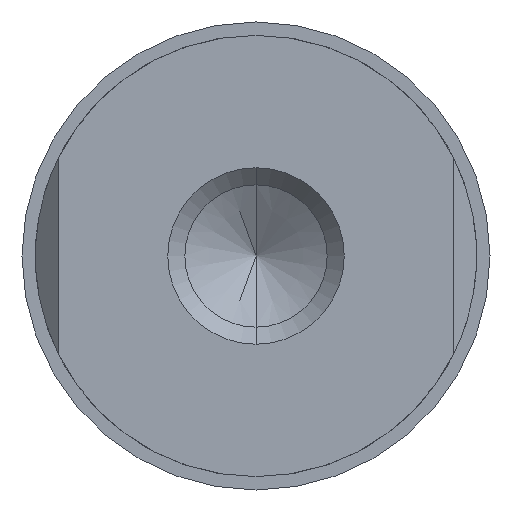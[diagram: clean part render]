
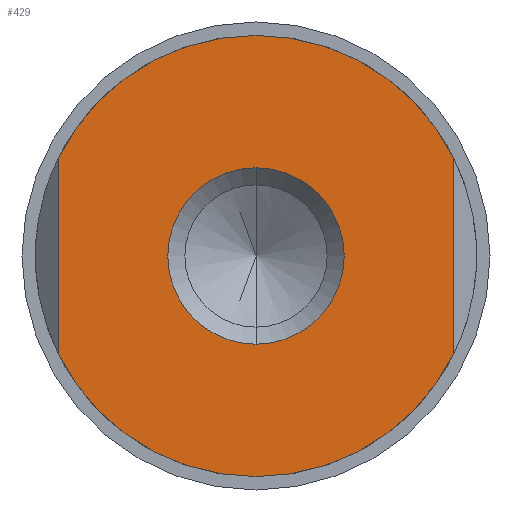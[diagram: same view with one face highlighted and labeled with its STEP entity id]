
A CAD part, front view. The second image highlights one B-rep face of the part: STEP entity #429.
In plain terms, the highlighted planar face has unit normal (0, -1, 0).
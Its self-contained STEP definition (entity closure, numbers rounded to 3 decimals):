
#14 = DIRECTION ( 'NONE',  ( 0., 0., -1. ) ) ;
#25 = CARTESIAN_POINT ( 'NONE',  ( 0., 0., 3.1 ) ) ;
#70 = ORIENTED_EDGE ( 'NONE', *, *, #642, .F. ) ;
#80 = ORIENTED_EDGE ( 'NONE', *, *, #810, .F. ) ;
#86 = FACE_BOUND ( 'NONE', #157, .T. ) ;
#87 = VERTEX_POINT ( 'NONE', #630 ) ;
#100 = PLANE ( 'NONE',  #416 ) ;
#107 = DIRECTION ( 'NONE',  ( 0., 0., -1. ) ) ;
#111 = CARTESIAN_POINT ( 'NONE',  ( 6.95, 0., 3.429 ) ) ;
#119 = DIRECTION ( 'NONE',  ( 0., 0., 1. ) ) ;
#122 = AXIS2_PLACEMENT_3D ( 'NONE', #262, #611, #435 ) ;
#134 = DIRECTION ( 'NONE',  ( 0., 1., 0. ) ) ;
#138 = CIRCLE ( 'NONE', #437, 3.1 ) ;
#154 = DIRECTION ( 'NONE',  ( 0., 1., 0. ) ) ;
#157 = EDGE_LOOP ( 'NONE', ( #454, #80 ) ) ;
#163 = EDGE_CURVE ( 'NONE', #651, #709, #838, .T. ) ;
#167 = VERTEX_POINT ( 'NONE', #111 ) ;
#171 = VECTOR ( 'NONE', #214, 1000. ) ;
#179 = ORIENTED_EDGE ( 'NONE', *, *, #755, .F. ) ;
#201 = DIRECTION ( 'NONE',  ( 0., 1., 0. ) ) ;
#214 = DIRECTION ( 'NONE',  ( 0., 0., -1. ) ) ;
#217 = ORIENTED_EDGE ( 'NONE', *, *, #163, .F. ) ;
#233 = VECTOR ( 'NONE', #119, 1000. ) ;
#253 = CARTESIAN_POINT ( 'NONE',  ( 7.75, 0., 0. ) ) ;
#262 = CARTESIAN_POINT ( 'NONE',  ( 0., 0., 0. ) ) ;
#272 = VERTEX_POINT ( 'NONE', #969 ) ;
#400 = CARTESIAN_POINT ( 'NONE',  ( 0., 0., 0. ) ) ;
#401 = CIRCLE ( 'NONE', #878, 7.75 ) ;
#416 = AXIS2_PLACEMENT_3D ( 'NONE', #253, #154, #806 ) ;
#429 = ADVANCED_FACE ( 'NONE', ( #86, #554 ), #100, .F. ) ;
#435 = DIRECTION ( 'NONE',  ( 0., 0., 1. ) ) ;
#437 = AXIS2_PLACEMENT_3D ( 'NONE', #546, #627, #107 ) ;
#454 = ORIENTED_EDGE ( 'NONE', *, *, #855, .F. ) ;
#514 = VERTEX_POINT ( 'NONE', #1032 ) ;
#526 = CIRCLE ( 'NONE', #665, 7.75 ) ;
#546 = CARTESIAN_POINT ( 'NONE',  ( 0., 0., 0. ) ) ;
#554 = FACE_OUTER_BOUND ( 'NONE', #693, .T. ) ;
#555 = CARTESIAN_POINT ( 'NONE',  ( -6.95, 0., 3.429 ) ) ;
#578 = CIRCLE ( 'NONE', #122, 7.75 ) ;
#589 = EDGE_CURVE ( 'NONE', #514, #167, #401, .T. ) ;
#611 = DIRECTION ( 'NONE',  ( 0., 1., 0. ) ) ;
#627 = DIRECTION ( 'NONE',  ( 0., -1., 0. ) ) ;
#630 = CARTESIAN_POINT ( 'NONE',  ( -6.95, 0., 3.429 ) ) ;
#637 = CARTESIAN_POINT ( 'NONE',  ( 0., 0., 0. ) ) ;
#642 = EDGE_CURVE ( 'NONE', #709, #87, #826, .T. ) ;
#643 = EDGE_CURVE ( 'NONE', #167, #272, #1063, .T. ) ;
#648 = VERTEX_POINT ( 'NONE', #25 ) ;
#651 = VERTEX_POINT ( 'NONE', #793 ) ;
#665 = AXIS2_PLACEMENT_3D ( 'NONE', #948, #201, #799 ) ;
#673 = ORIENTED_EDGE ( 'NONE', *, *, #589, .F. ) ;
#693 = EDGE_LOOP ( 'NONE', ( #834, #844, #673, #179, #70, #217 ) ) ;
#709 = VERTEX_POINT ( 'NONE', #956 ) ;
#713 = DIRECTION ( 'NONE',  ( 0., 1., 0. ) ) ;
#716 = DIRECTION ( 'NONE',  ( 0., 0., 1. ) ) ;
#719 = AXIS2_PLACEMENT_3D ( 'NONE', #772, #1088, #14 ) ;
#755 = EDGE_CURVE ( 'NONE', #87, #514, #526, .T. ) ;
#772 = CARTESIAN_POINT ( 'NONE',  ( 0., 0., 0. ) ) ;
#793 = CARTESIAN_POINT ( 'NONE',  ( 0., 0., -7.75 ) ) ;
#794 = CARTESIAN_POINT ( 'NONE',  ( 0., 0., -3.1 ) ) ;
#799 = DIRECTION ( 'NONE',  ( 0., 0., 1. ) ) ;
#802 = VERTEX_POINT ( 'NONE', #794 ) ;
#806 = DIRECTION ( 'NONE',  ( 0., 0., 1. ) ) ;
#810 = EDGE_CURVE ( 'NONE', #648, #802, #138, .T. ) ;
#826 = LINE ( 'NONE', #555, #233 ) ;
#834 = ORIENTED_EDGE ( 'NONE', *, *, #853, .F. ) ;
#838 = CIRCLE ( 'NONE', #988, 7.75 ) ;
#844 = ORIENTED_EDGE ( 'NONE', *, *, #643, .F. ) ;
#852 = CIRCLE ( 'NONE', #719, 3.1 ) ;
#853 = EDGE_CURVE ( 'NONE', #272, #651, #578, .T. ) ;
#855 = EDGE_CURVE ( 'NONE', #802, #648, #852, .T. ) ;
#878 = AXIS2_PLACEMENT_3D ( 'NONE', #637, #713, #716 ) ;
#887 = DIRECTION ( 'NONE',  ( 0., 0., 1. ) ) ;
#948 = CARTESIAN_POINT ( 'NONE',  ( 0., 0., 0. ) ) ;
#956 = CARTESIAN_POINT ( 'NONE',  ( -6.95, 0., -3.429 ) ) ;
#965 = CARTESIAN_POINT ( 'NONE',  ( 6.95, 0., 3.429 ) ) ;
#969 = CARTESIAN_POINT ( 'NONE',  ( 6.95, 0., -3.429 ) ) ;
#988 = AXIS2_PLACEMENT_3D ( 'NONE', #400, #134, #887 ) ;
#1032 = CARTESIAN_POINT ( 'NONE',  ( 0., 0., 7.75 ) ) ;
#1063 = LINE ( 'NONE', #965, #171 ) ;
#1088 = DIRECTION ( 'NONE',  ( 0., -1., 0. ) ) ;
